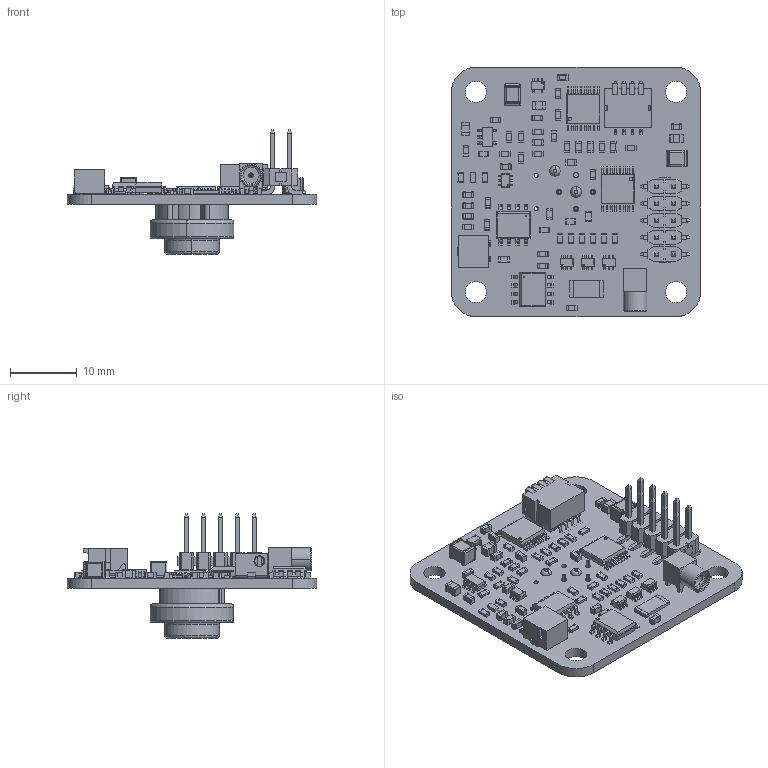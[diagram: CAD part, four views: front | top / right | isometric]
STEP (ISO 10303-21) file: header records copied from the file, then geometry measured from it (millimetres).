
FILE_DESCRIPTION (( 'STEP AP214' ), '1' );
FILE_NAME ('TTN235959.STEP', '2021-04-02T18:13:55', ( '' ), ( '' ), 'SwSTEP 2.0', 'SolidWorks 2018', '' );
FILE_SCHEMA (( 'AUTOMOTIVE_DESIGN' ));
Length unit declared in the file: inch
Products named in the file (1): TTN235959
Bounding box: 37.34 x 37.34 x 18.63 mm (x, y, z)
Volume: 3228.8 mm3; surface area: 5805.6 mm2
Topology: 75 solids, 76 shells, 4206 faces, 10892 edges, 6764 vertices
Faces by surface type: plane 2899, cylinder 1033, sphere 180, torus 43, cone 27, bspline 24
Entity records: 181513 total; most frequent: CARTESIAN_POINT 22979, ORIENTED_EDGE 21408, DIRECTION 21196, EDGE_CURVE 10704, VECTOR 8444, LINE 8444, VERTEX_POINT 6762, AXIS2_PLACEMENT_3D 6376
